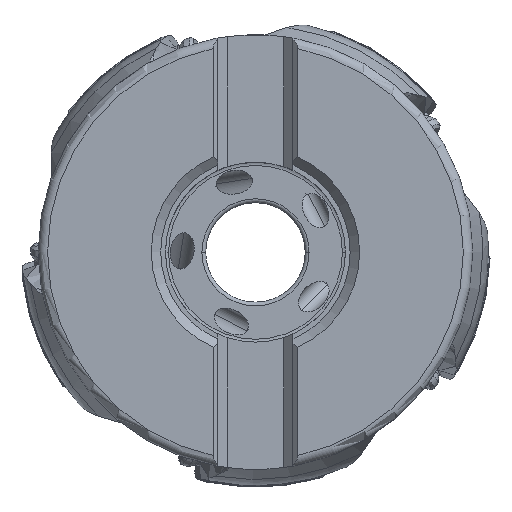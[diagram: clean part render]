
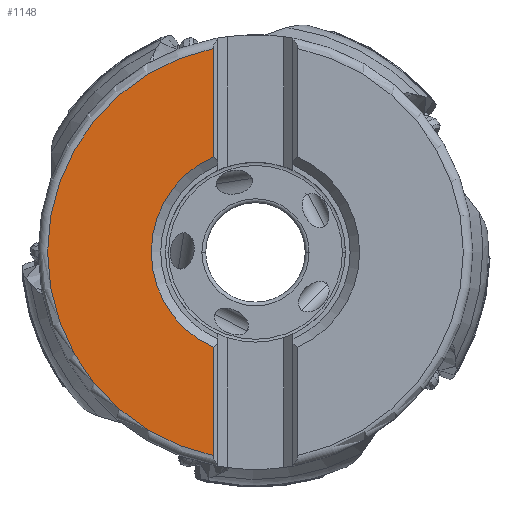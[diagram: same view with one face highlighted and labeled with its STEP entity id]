
A CAD part, top view. The second image highlights one B-rep face of the part: STEP entity #1148.
In plain terms, the highlighted planar face has unit normal (0, 0, 1).
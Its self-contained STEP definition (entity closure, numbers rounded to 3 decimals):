
#664=FACE_OUTER_BOUND('',#1832,.T.);
#1148=ADVANCED_FACE('',(#664),#1478,.T.);
#1478=PLANE('',#10169);
#1832=EDGE_LOOP('',(#4990,#4991,#4992,#4993));
#2351=LINE('',#20348,#2729);
#2352=LINE('',#20352,#2730);
#2729=VECTOR('',#11952,1.);
#2730=VECTOR('',#11955,1.);
#3128=CIRCLE('',#10161,22.);
#3132=CIRCLE('',#10168,11.025);
#4990=ORIENTED_EDGE('',*,*,#8308,.T.);
#4991=ORIENTED_EDGE('',*,*,#8316,.F.);
#4992=ORIENTED_EDGE('',*,*,#8317,.T.);
#4993=ORIENTED_EDGE('',*,*,#8318,.F.);
#7041=VERTEX_POINT('',#20269);
#7045=VERTEX_POINT('',#20306);
#7050=VERTEX_POINT('',#20349);
#7051=VERTEX_POINT('',#20351);
#8308=EDGE_CURVE('',#7041,#7045,#3128,.T.);
#8316=EDGE_CURVE('',#7050,#7045,#2351,.T.);
#8317=EDGE_CURVE('',#7050,#7051,#3132,.T.);
#8318=EDGE_CURVE('',#7041,#7051,#2352,.T.);
#10161=AXIS2_PLACEMENT_3D('',#20307,#11936,#11937);
#10168=AXIS2_PLACEMENT_3D('',#20350,#11953,#11954);
#10169=AXIS2_PLACEMENT_3D('',#20353,#11956,#11957);
#11936=DIRECTION('',(0.,0.,1.));
#11937=DIRECTION('',(-0.203,0.979,0.));
#11952=DIRECTION('',(0.,-1.,0.));
#11953=DIRECTION('',(0.,0.,-1.));
#11954=DIRECTION('',(-0.405,-0.914,0.));
#11955=DIRECTION('',(0.,-1.,0.));
#11956=DIRECTION('',(0.,0.,1.));
#11957=DIRECTION('',(1.,0.,0.));
#20269=CARTESIAN_POINT('',(-4.47,21.541,0.));
#20306=CARTESIAN_POINT('',(-4.47,-21.541,0.));
#20307=CARTESIAN_POINT('',(0.,0.,0.));
#20348=CARTESIAN_POINT('',(-4.47,-10.078,0.));
#20349=CARTESIAN_POINT('',(-4.47,-10.078,0.));
#20350=CARTESIAN_POINT('',(0.,0.,0.));
#20351=CARTESIAN_POINT('',(-4.47,10.078,0.));
#20352=CARTESIAN_POINT('',(-4.47,21.541,0.));
#20353=CARTESIAN_POINT('',(13.31,0.,0.));
